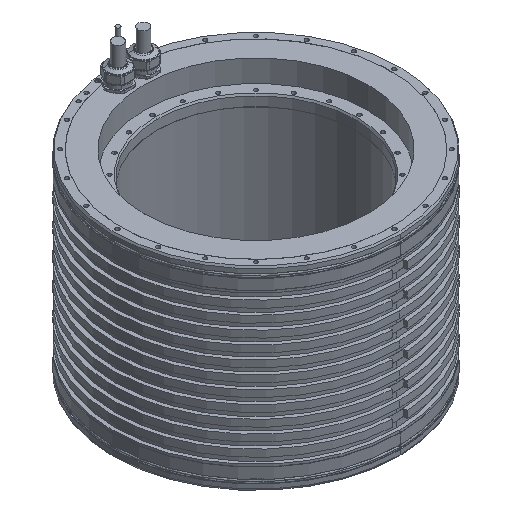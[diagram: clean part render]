
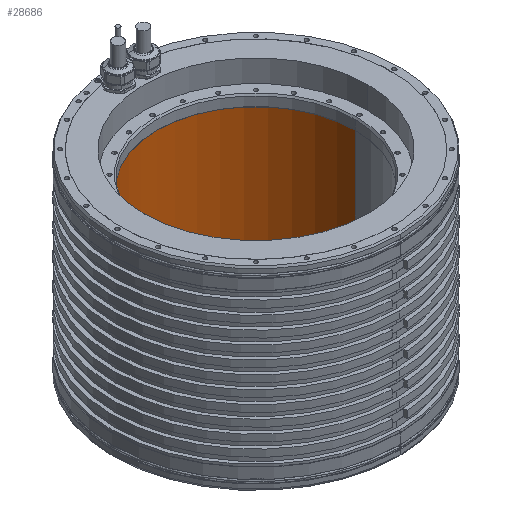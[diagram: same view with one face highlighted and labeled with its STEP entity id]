
A CAD part, isometric view. The second image highlights one B-rep face of the part: STEP entity #28686.
In plain terms, the highlighted cylindrical face has radius 132.9 mm (diameter 265.8 mm), a partial arc.
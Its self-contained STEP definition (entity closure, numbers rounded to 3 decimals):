
#26186=CARTESIAN_POINT('',(0.,0.,-44.9));
#26187=DIRECTION('',(0.,0.,-1.));
#26188=DIRECTION('',(-1.,0.,0.));
#26189=AXIS2_PLACEMENT_3D('',#26186,#26187,#26188);
#26201=DIRECTION('',(0.,0.,1.));
#26202=VECTOR('',#26201,171.2);
#26203=CARTESIAN_POINT('',(-132.9,0.,-216.1));
#26204=LINE('',#26203,#26202);
#26205=DIRECTION('',(0.,0.,1.));
#26206=VECTOR('',#26205,171.2);
#26207=CARTESIAN_POINT('',(132.9,0.,-216.1));
#26208=LINE('',#26207,#26206);
#26209=CARTESIAN_POINT('',(0.,0.,-216.1));
#26210=DIRECTION('',(0.,0.,-1.));
#26211=DIRECTION('',(-1.,0.,0.));
#26212=AXIS2_PLACEMENT_3D('',#26209,#26210,#26211);
#27541=CARTESIAN_POINT('',(-132.9,0.,-216.1));
#27542=CARTESIAN_POINT('',(-132.9,0.,-44.9));
#27543=VERTEX_POINT('',#27541);
#27544=VERTEX_POINT('',#27542);
#27545=CARTESIAN_POINT('',(132.9,0.,-216.1));
#27546=CARTESIAN_POINT('',(132.9,0.,-44.9));
#27547=VERTEX_POINT('',#27545);
#27548=VERTEX_POINT('',#27546);
#28674=CARTESIAN_POINT('',(0.,0.,-241.6));
#28675=DIRECTION('',(0.,0.,1.));
#28676=DIRECTION('',(1.,0.,0.));
#28677=AXIS2_PLACEMENT_3D('',#28674,#28675,#28676);
#28678=CYLINDRICAL_SURFACE('',#28677,132.9);
#28679=ORIENTED_EDGE('',*,*,#28657,.T.);
#28680=ORIENTED_EDGE('',*,*,#28620,.T.);
#28681=ORIENTED_EDGE('',*,*,#28661,.F.);
#28683=ORIENTED_EDGE('',*,*,#28682,.F.);
#28684=EDGE_LOOP('',(#28679,#28680,#28681,#28683));
#28685=FACE_OUTER_BOUND('',#28684,.F.);
#28686=ADVANCED_FACE('',(#28685),#28678,.F.);
#26190=CIRCLE('',#26189,132.9);
#26213=CIRCLE('',#26212,132.9);
#28620=EDGE_CURVE('',#27544,#27548,#26190,.T.);
#28657=EDGE_CURVE('',#27543,#27544,#26204,.T.);
#28661=EDGE_CURVE('',#27547,#27548,#26208,.T.);
#28682=EDGE_CURVE('',#27543,#27547,#26213,.T.);
